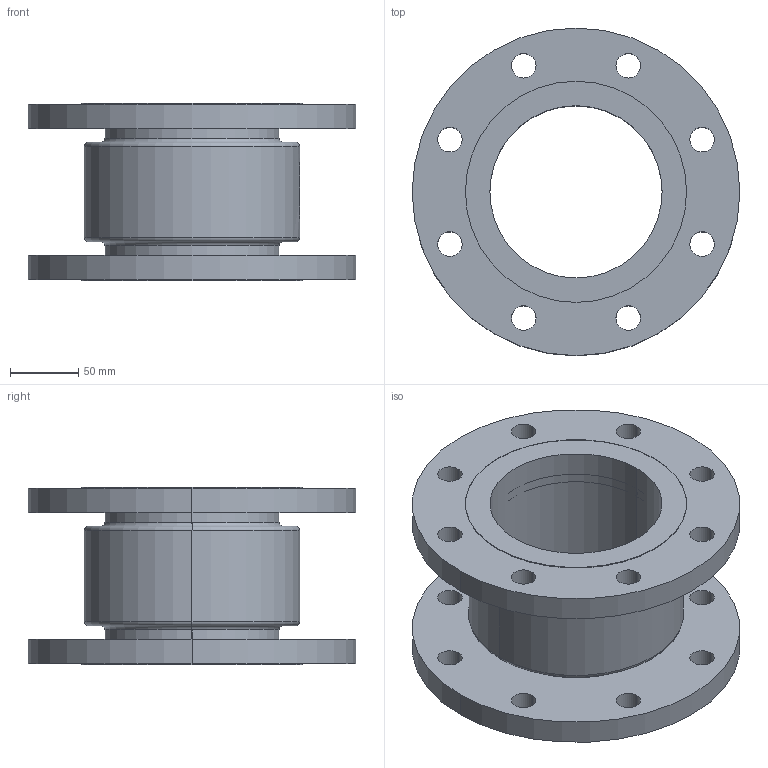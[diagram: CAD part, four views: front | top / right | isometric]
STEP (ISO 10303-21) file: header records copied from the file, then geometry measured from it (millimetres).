
FILE_DESCRIPTION (( 'STEP AP214' ), '1' );
FILE_NAME ('ALPHA-C_DN125_PN06_6000017310.STEP', '2021-10-21T06:49:22', ( 'axxx' ), ( 'Hewlett-Packard Company' ), 'SwSTEP 2.0', 'SolidWorks 2019', '' );
FILE_SCHEMA (( 'AUTOMOTIVE_DESIGN' ));
Length unit declared in the file: millimetre
Products named in the file (1): ALPHA-C_DN125_PN06_6000017310
Bounding box: 240 x 240 x 130 mm (x, y, z)
Volume: 1631578.2 mm3; surface area: 274350.7 mm2
Topology: 1 solids, 1 shells, 578 faces, 1552 edges, 1032 vertices
Faces by surface type: plane 272, bspline 218, cylinder 80, torus 8
Entity records: 30040 total; most frequent: CARTESIAN_POINT 16999, ORIENTED_EDGE 3104, DIRECTION 1952, EDGE_CURVE 1552, VERTEX_POINT 1032, VECTOR 830, LINE 830, EDGE_LOOP 668
